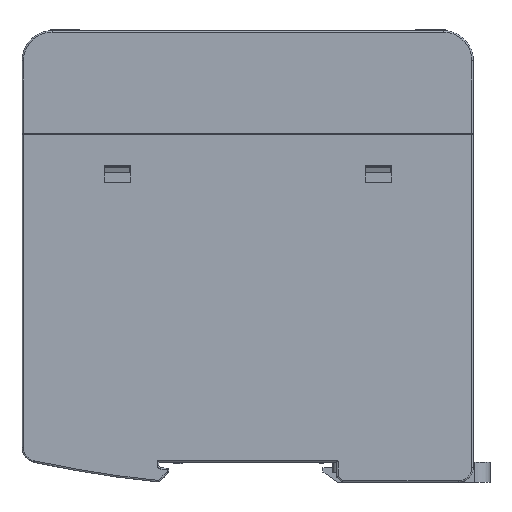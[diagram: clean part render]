
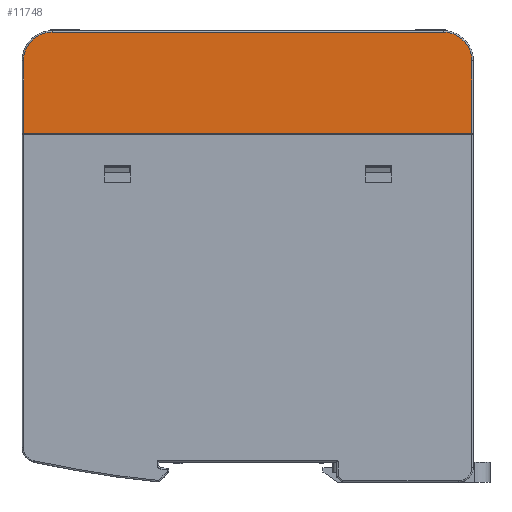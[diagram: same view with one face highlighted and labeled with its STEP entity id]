
A CAD part, left-side view. The second image highlights one B-rep face of the part: STEP entity #11748.
In plain terms, the highlighted planar face has unit normal (-1, 0, 0).
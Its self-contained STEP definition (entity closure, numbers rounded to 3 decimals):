
#1192 = EDGE_CURVE ( 'NONE', #9107, #27949, #11500, .T. ) ;
#1317 = ORIENTED_EDGE ( 'NONE', *, *, #17014, .T. ) ;
#3442 = AXIS2_PLACEMENT_3D ( 'NONE', #9453, #6770, #7118 ) ;
#3803 = DIRECTION ( 'NONE',  ( -1., 0., 0. ) ) ;
#4181 = LINE ( 'NONE', #7068, #4431 ) ;
#4431 = VECTOR ( 'NONE', #31681, 1000. ) ;
#5985 = AXIS2_PLACEMENT_3D ( 'NONE', #26123, #12483, #23443 ) ;
#6770 = DIRECTION ( 'NONE',  ( -1., 0., 0. ) ) ;
#6924 = CARTESIAN_POINT ( 'NONE',  ( -11.25, -44.7, 69.5 ) ) ;
#7068 = CARTESIAN_POINT ( 'NONE',  ( -11.25, 0., 69.5 ) ) ;
#7118 = DIRECTION ( 'NONE',  ( 0., -1., 0. ) ) ;
#7570 = EDGE_CURVE ( 'NONE', #16518, #9107, #9864, .T. ) ;
#8465 = VECTOR ( 'NONE', #32659, 1000. ) ;
#8963 = CARTESIAN_POINT ( 'NONE',  ( -11.25, 44.7, 69.5 ) ) ;
#9107 = VERTEX_POINT ( 'NONE', #24924 ) ;
#9198 = CARTESIAN_POINT ( 'NONE',  ( -11.25, 45., 73. ) ) ;
#9453 = CARTESIAN_POINT ( 'NONE',  ( -11.25, -39., 84. ) ) ;
#9644 = ORIENTED_EDGE ( 'NONE', *, *, #1192, .T. ) ;
#9864 = LINE ( 'NONE', #31778, #21422 ) ;
#10173 = VECTOR ( 'NONE', #35459, 1000. ) ;
#11183 = CARTESIAN_POINT ( 'NONE',  ( -11.25, 44.7, 73. ) ) ;
#11500 = CIRCLE ( 'NONE', #3442, 5.7 ) ;
#11748 = ADVANCED_FACE ( 'NONE', ( #23405 ), #33821, .T. ) ;
#12483 = DIRECTION ( 'NONE',  ( -1., 0., 0. ) ) ;
#12793 = DIRECTION ( 'NONE',  ( 0., 1., 0. ) ) ;
#15185 = CIRCLE ( 'NONE', #5985, 5.7 ) ;
#15230 = AXIS2_PLACEMENT_3D ( 'NONE', #9198, #3803, #12793 ) ;
#16518 = VERTEX_POINT ( 'NONE', #6924 ) ;
#16886 = EDGE_CURVE ( 'NONE', #21000, #16518, #4181, .T. ) ;
#17014 = EDGE_CURVE ( 'NONE', #34900, #21000, #29520, .T. ) ;
#17109 = ORIENTED_EDGE ( 'NONE', *, *, #30053, .T. ) ;
#17441 = EDGE_LOOP ( 'NONE', ( #21734, #21150, #9644, #22915, #17109, #1317 ) ) ;
#21000 = VERTEX_POINT ( 'NONE', #8963 ) ;
#21138 = CARTESIAN_POINT ( 'NONE',  ( -11.25, -39., 89.7 ) ) ;
#21150 = ORIENTED_EDGE ( 'NONE', *, *, #7570, .T. ) ;
#21422 = VECTOR ( 'NONE', #26023, 1000. ) ;
#21734 = ORIENTED_EDGE ( 'NONE', *, *, #16886, .T. ) ;
#22599 = VERTEX_POINT ( 'NONE', #34087 ) ;
#22742 = EDGE_CURVE ( 'NONE', #27949, #22599, #24735, .T. ) ;
#22915 = ORIENTED_EDGE ( 'NONE', *, *, #22742, .T. ) ;
#23405 = FACE_OUTER_BOUND ( 'NONE', #17441, .T. ) ;
#23443 = DIRECTION ( 'NONE',  ( 0., -1., 0. ) ) ;
#24210 = CARTESIAN_POINT ( 'NONE',  ( -11.25, 45., 89.7 ) ) ;
#24735 = LINE ( 'NONE', #24210, #8465 ) ;
#24924 = CARTESIAN_POINT ( 'NONE',  ( -11.25, -44.7, 84. ) ) ;
#26023 = DIRECTION ( 'NONE',  ( 0., 0., 1. ) ) ;
#26123 = CARTESIAN_POINT ( 'NONE',  ( -11.25, 39., 84. ) ) ;
#27949 = VERTEX_POINT ( 'NONE', #21138 ) ;
#29520 = LINE ( 'NONE', #11183, #10173 ) ;
#30053 = EDGE_CURVE ( 'NONE', #22599, #34900, #15185, .T. ) ;
#31681 = DIRECTION ( 'NONE',  ( 0., -1., 0. ) ) ;
#31778 = CARTESIAN_POINT ( 'NONE',  ( -11.25, -44.7, 73. ) ) ;
#32659 = DIRECTION ( 'NONE',  ( 0., 1., 0. ) ) ;
#33821 = PLANE ( 'NONE',  #15230 ) ;
#34087 = CARTESIAN_POINT ( 'NONE',  ( -11.25, 39., 89.7 ) ) ;
#34500 = CARTESIAN_POINT ( 'NONE',  ( -11.25, 44.7, 84. ) ) ;
#34900 = VERTEX_POINT ( 'NONE', #34500 ) ;
#35459 = DIRECTION ( 'NONE',  ( 0., 0., -1. ) ) ;
